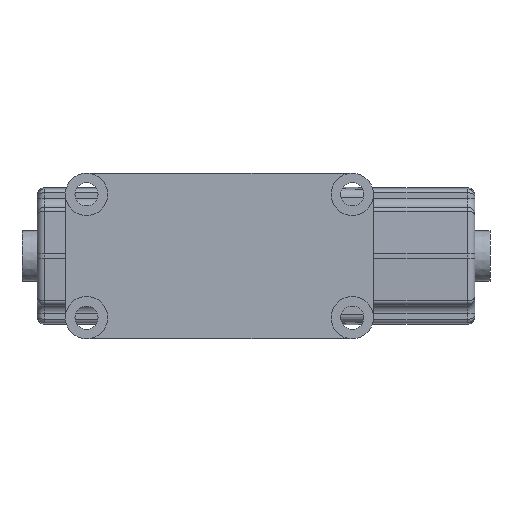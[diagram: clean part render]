
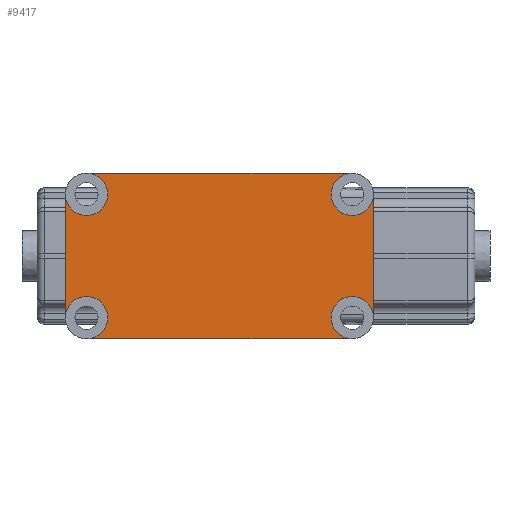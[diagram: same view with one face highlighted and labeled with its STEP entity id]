
A CAD part, front view. The second image highlights one B-rep face of the part: STEP entity #9417.
In plain terms, the highlighted planar face has unit normal (0, -1, 0).
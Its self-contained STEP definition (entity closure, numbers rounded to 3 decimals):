
#135 = LINE ( 'NONE', #5460, #1253 ) ;
#164 = CARTESIAN_POINT ( 'NONE',  ( 65.5, -17., 43. ) ) ;
#175 = EDGE_CURVE ( 'NONE', #11137, #13392, #13906, .T. ) ;
#239 = EDGE_CURVE ( 'NONE', #16531, #11137, #7709, .T. ) ;
#626 = CARTESIAN_POINT ( 'NONE',  ( 76.5, -17., 32. ) ) ;
#1253 = VECTOR ( 'NONE', #5283, 1000. ) ;
#1414 = CARTESIAN_POINT ( 'NONE',  ( -72.5, -17., 43. ) ) ;
#1857 = CARTESIAN_POINT ( 'NONE',  ( -72.5, -17., -21. ) ) ;
#2123 = VECTOR ( 'NONE', #12168, 1000. ) ;
#2160 = CARTESIAN_POINT ( 'NONE',  ( -72.5, -17., 32. ) ) ;
#2316 = CARTESIAN_POINT ( 'NONE',  ( -72.5, -17., 32. ) ) ;
#2452 = CARTESIAN_POINT ( 'NONE',  ( -72.5, -17., -32. ) ) ;
#2772 = VERTEX_POINT ( 'NONE', #16522 ) ;
#2866 = DIRECTION ( 'NONE',  ( 0., 0., -1. ) ) ;
#2887 = LINE ( 'NONE', #4410, #2123 ) ;
#2988 = AXIS2_PLACEMENT_3D ( 'NONE', #10846, #7039, #7193 ) ;
#3088 = CARTESIAN_POINT ( 'NONE',  ( 65.5, -17., 21. ) ) ;
#3106 = CARTESIAN_POINT ( 'NONE',  ( -72.5, -17., -43. ) ) ;
#3171 = CARTESIAN_POINT ( 'NONE',  ( -83.5, -17., 32. ) ) ;
#3333 = ORIENTED_EDGE ( 'NONE', *, *, #4706, .T. ) ;
#3854 = CARTESIAN_POINT ( 'NONE',  ( 65.5, -17., -32. ) ) ;
#4055 = AXIS2_PLACEMENT_3D ( 'NONE', #2452, #9970, #7690 ) ;
#4236 = ORIENTED_EDGE ( 'NONE', *, *, #239, .T. ) ;
#4410 = CARTESIAN_POINT ( 'NONE',  ( -72.5, -17., 43. ) ) ;
#4467 = ORIENTED_EDGE ( 'NONE', *, *, #4592, .T. ) ;
#4509 = VECTOR ( 'NONE', #14427, 1000. ) ;
#4592 = EDGE_CURVE ( 'NONE', #13392, #9117, #15189, .T. ) ;
#4706 = EDGE_CURVE ( 'NONE', #8385, #11722, #8011, .T. ) ;
#4927 = VERTEX_POINT ( 'NONE', #7146 ) ;
#5058 = CARTESIAN_POINT ( 'NONE',  ( -83.5, -17., -32. ) ) ;
#5135 = CIRCLE ( 'NONE', #2988, 11. ) ;
#5226 = DIRECTION ( 'NONE',  ( 0., 0., -1. ) ) ;
#5283 = DIRECTION ( 'NONE',  ( 0., 0., 1. ) ) ;
#5286 = ORIENTED_EDGE ( 'NONE', *, *, #13761, .F. ) ;
#5311 = CARTESIAN_POINT ( 'NONE',  ( -72.5, -17., -43. ) ) ;
#5326 = VERTEX_POINT ( 'NONE', #626 ) ;
#5366 = CIRCLE ( 'NONE', #12925, 11. ) ;
#5460 = CARTESIAN_POINT ( 'NONE',  ( 76.5, -17., -32. ) ) ;
#5687 = DIRECTION ( 'NONE',  ( 0., -1., 0. ) ) ;
#5838 = DIRECTION ( 'NONE',  ( 0., 0., -1. ) ) ;
#6212 = DIRECTION ( 'NONE',  ( 0., 0., -1. ) ) ;
#6281 = EDGE_CURVE ( 'NONE', #4927, #5326, #135, .T. ) ;
#6438 = ORIENTED_EDGE ( 'NONE', *, *, #6751, .F. ) ;
#6627 = AXIS2_PLACEMENT_3D ( 'NONE', #2160, #9928, #10946 ) ;
#6713 = DIRECTION ( 'NONE',  ( 0., -1., 0. ) ) ;
#6751 = EDGE_CURVE ( 'NONE', #8385, #11483, #7735, .T. ) ;
#7039 = DIRECTION ( 'NONE',  ( 0., -1., 0. ) ) ;
#7063 = DIRECTION ( 'NONE',  ( 0., -1., 0. ) ) ;
#7146 = CARTESIAN_POINT ( 'NONE',  ( 76.5, -17., -32. ) ) ;
#7193 = DIRECTION ( 'NONE',  ( 0., 0., -1. ) ) ;
#7341 = CARTESIAN_POINT ( 'NONE',  ( -72.5, -17., 21. ) ) ;
#7353 = DIRECTION ( 'NONE',  ( 0., -1., 0. ) ) ;
#7690 = DIRECTION ( 'NONE',  ( 0., 0., -1. ) ) ;
#7709 = CIRCLE ( 'NONE', #9855, 11. ) ;
#7729 = DIRECTION ( 'NONE',  ( 0., 0., -1. ) ) ;
#7735 = CIRCLE ( 'NONE', #12048, 11. ) ;
#8011 = LINE ( 'NONE', #3106, #4509 ) ;
#8055 = EDGE_LOOP ( 'NONE', ( #12720, #14222, #16388, #9218, #4236, #8456, #4467, #13012, #6438, #3333, #5286, #10781 ) ) ;
#8343 = EDGE_CURVE ( 'NONE', #11483, #9117, #5366, .T. ) ;
#8385 = VERTEX_POINT ( 'NONE', #5311 ) ;
#8456 = ORIENTED_EDGE ( 'NONE', *, *, #175, .T. ) ;
#8755 = VECTOR ( 'NONE', #11653, 1000. ) ;
#8778 = CARTESIAN_POINT ( 'NONE',  ( 65.5, -17., 32. ) ) ;
#8865 = DIRECTION ( 'NONE',  ( 0., -1., 0. ) ) ;
#9009 = DIRECTION ( 'NONE',  ( 0., 1., 0. ) ) ;
#9117 = VERTEX_POINT ( 'NONE', #13035 ) ;
#9218 = ORIENTED_EDGE ( 'NONE', *, *, #12365, .T. ) ;
#9417 = ADVANCED_FACE ( 'NONE', ( #16375 ), #10060, .T. ) ;
#9484 = AXIS2_PLACEMENT_3D ( 'NONE', #3854, #6713, #7729 ) ;
#9555 = VERTEX_POINT ( 'NONE', #164 ) ;
#9593 = CARTESIAN_POINT ( 'NONE',  ( 65.5, -17., 32. ) ) ;
#9855 = AXIS2_PLACEMENT_3D ( 'NONE', #2316, #9009, #6212 ) ;
#9928 = DIRECTION ( 'NONE',  ( 0., 1., 0. ) ) ;
#9970 = DIRECTION ( 'NONE',  ( 0., -1., 0. ) ) ;
#10060 = PLANE ( 'NONE',  #4055 ) ;
#10304 = EDGE_CURVE ( 'NONE', #9555, #10639, #13788, .T. ) ;
#10487 = AXIS2_PLACEMENT_3D ( 'NONE', #8778, #8865, #5226 ) ;
#10519 = EDGE_CURVE ( 'NONE', #4927, #2772, #10553, .T. ) ;
#10553 = CIRCLE ( 'NONE', #9484, 11. ) ;
#10639 = VERTEX_POINT ( 'NONE', #3088 ) ;
#10781 = ORIENTED_EDGE ( 'NONE', *, *, #10519, .F. ) ;
#10846 = CARTESIAN_POINT ( 'NONE',  ( 65.5, -17., -32. ) ) ;
#10946 = DIRECTION ( 'NONE',  ( 0., 0., -1. ) ) ;
#11137 = VERTEX_POINT ( 'NONE', #7341 ) ;
#11483 = VERTEX_POINT ( 'NONE', #1857 ) ;
#11653 = DIRECTION ( 'NONE',  ( 0., 0., -1. ) ) ;
#11722 = VERTEX_POINT ( 'NONE', #12658 ) ;
#12048 = AXIS2_PLACEMENT_3D ( 'NONE', #12338, #5687, #5838 ) ;
#12168 = DIRECTION ( 'NONE',  ( -1., 0., 0. ) ) ;
#12212 = DIRECTION ( 'NONE',  ( 0., 0., -1. ) ) ;
#12338 = CARTESIAN_POINT ( 'NONE',  ( -72.5, -17., -32. ) ) ;
#12365 = EDGE_CURVE ( 'NONE', #9555, #16531, #2887, .T. ) ;
#12658 = CARTESIAN_POINT ( 'NONE',  ( 65.5, -17., -43. ) ) ;
#12660 = EDGE_CURVE ( 'NONE', #10639, #5326, #15884, .T. ) ;
#12720 = ORIENTED_EDGE ( 'NONE', *, *, #6281, .T. ) ;
#12925 = AXIS2_PLACEMENT_3D ( 'NONE', #16291, #7353, #2866 ) ;
#13012 = ORIENTED_EDGE ( 'NONE', *, *, #8343, .F. ) ;
#13035 = CARTESIAN_POINT ( 'NONE',  ( -83.5, -17., -32. ) ) ;
#13392 = VERTEX_POINT ( 'NONE', #3171 ) ;
#13761 = EDGE_CURVE ( 'NONE', #2772, #11722, #5135, .T. ) ;
#13788 = CIRCLE ( 'NONE', #14605, 11. ) ;
#13906 = CIRCLE ( 'NONE', #6627, 11. ) ;
#14222 = ORIENTED_EDGE ( 'NONE', *, *, #12660, .F. ) ;
#14427 = DIRECTION ( 'NONE',  ( 1., 0., 0. ) ) ;
#14605 = AXIS2_PLACEMENT_3D ( 'NONE', #9593, #7063, #12212 ) ;
#15189 = LINE ( 'NONE', #5058, #8755 ) ;
#15884 = CIRCLE ( 'NONE', #10487, 11. ) ;
#16291 = CARTESIAN_POINT ( 'NONE',  ( -72.5, -17., -32. ) ) ;
#16375 = FACE_OUTER_BOUND ( 'NONE', #8055, .T. ) ;
#16388 = ORIENTED_EDGE ( 'NONE', *, *, #10304, .F. ) ;
#16522 = CARTESIAN_POINT ( 'NONE',  ( 65.5, -17., -21. ) ) ;
#16531 = VERTEX_POINT ( 'NONE', #1414 ) ;
